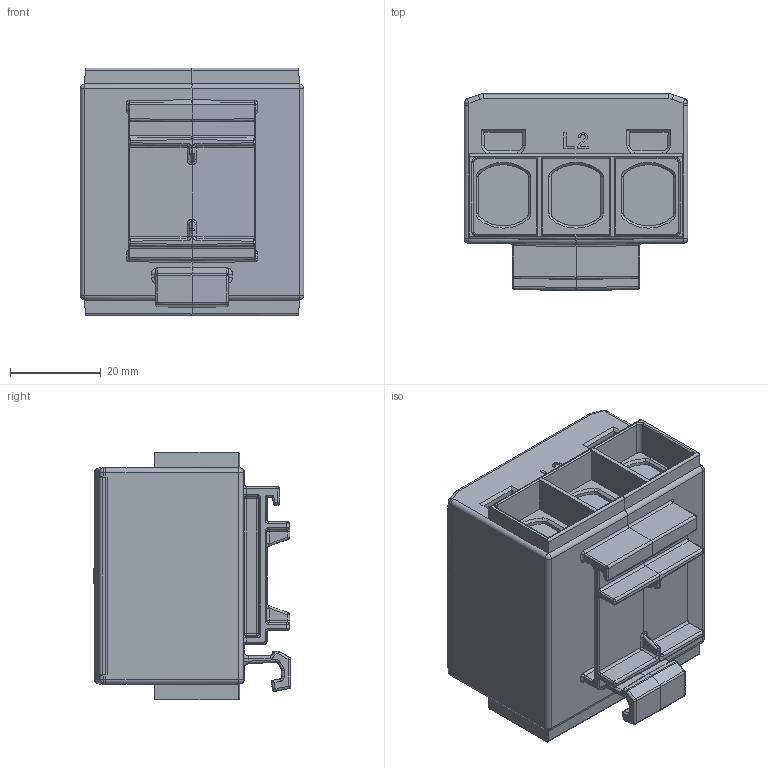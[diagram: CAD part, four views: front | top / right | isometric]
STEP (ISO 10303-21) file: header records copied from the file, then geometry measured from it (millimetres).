
FILE_DESCRIPTION(('Creo Elements/Direct Modeling STEP Export'),'2;1');
FILE_NAME('VC05-0054_OTL 3x1x50 Grey.stp','2023-02-28T13:54:24',(''),(''),'Creo Elements/Direct Modeling STEP processor for AP214 (Solid Model)','Creo Elements/Direct Modeling 20.1D 10-Oct-2020 (C) Parametric Technology GmbH','');
FILE_SCHEMA(('AUTOMOTIVE_DESIGN { 1 0 10303 214 1 1 1 1 }'));
Products named in the file (1): Kotelo OTL 3x1x50
Bounding box: 49.23 x 43.45 x 54.6 mm (x, y, z)
Surface area: 19463.6 mm2 (no closed solid volume)
Topology: 0 solids, 3 shells, 2178 faces, 5902 edges, 3748 vertices
Faces by surface type: plane 1602, cylinder 365, bspline 111, cone 44, sphere 40, torus 16
Entity records: 71051 total; most frequent: CARTESIAN_POINT 17590, ORIENTED_EDGE 11692, DIRECTION 10010, EDGE_CURVE 5846, VECTOR 4872, LINE 4872, VERTEX_POINT 3748, AXIS2_PLACEMENT_3D 2569
